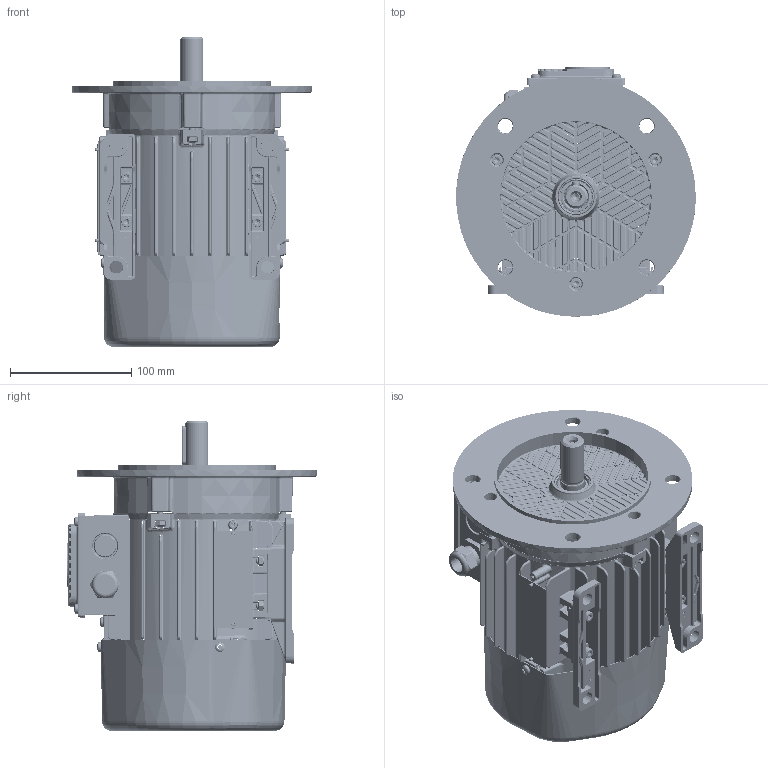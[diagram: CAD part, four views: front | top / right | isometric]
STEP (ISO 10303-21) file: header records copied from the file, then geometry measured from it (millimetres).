
FILE_DESCRIPTION(/* description */ (''),/* implementation_level */ '2;1');
FILE_NAME(/* name */ 'DIS GORUNUS QN80 B35.stp',/* time_stamp */ '2022-09-22T13:25:10+03:00',/* author */ (''),/* organization */ (''),/* preprocessor_version */ 'ST-DEVELOPER v16',/* originating_system */ 'SIEMENS PLM Software NX 11.0',/* authorisation */ '');
FILE_SCHEMA (('AUTOMOTIVE_DESIGN { 1 0 10303 214 3 1 1 1 }'));
Products named in the file (1): 260320808B12lih2
Bounding box: 197.94 x 205.91 x 255.71 mm (x, y, z)
Volume: 159.2 mm3; surface area: 337877.2 mm2
Topology: 1 solids, 149 shells, 5792 faces, 19588 edges, 13165 vertices
Faces by surface type: cylinder 2276, bspline 1479, plane 1435, torus 246, sphere 212, cone 139, extrusion 5
Full cylindrical faces by diameter (mm): 4 x1, 4.2 x1, 4.5 x1, 5 x7, 5.1 x1, 6.4 x1, 8 x8, 8.5 x4, 13 x1, 18.4 x1, 19 x2, 20 x3, 27.8 x1, 28 x1, 29.5 x2, 130 x1, 134.4 x1
Entity records: 246205 total; most frequent: CARTESIAN_POINT 88659, DIRECTION 32730, ORIENTED_EDGE 29022, EDGE_CURVE 19095, VERTEX_POINT 13089, AXIS2_PLACEMENT_3D 12849, VECTOR 7032, LINE 7027
